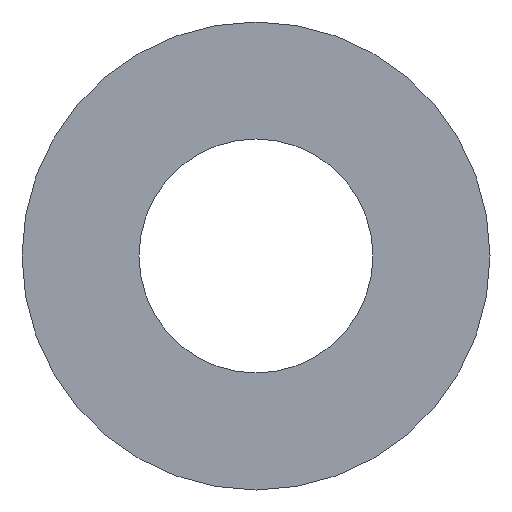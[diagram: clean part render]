
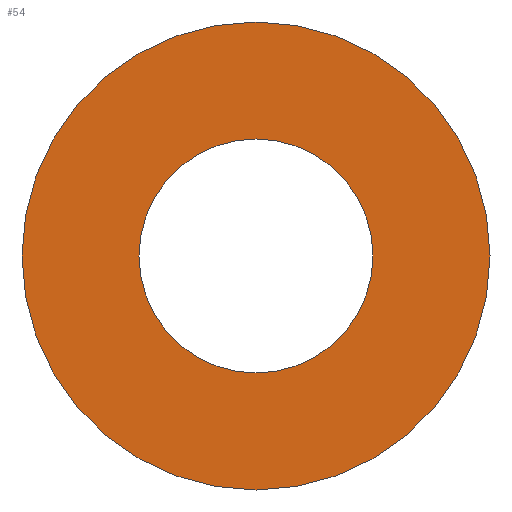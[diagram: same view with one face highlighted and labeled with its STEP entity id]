
A CAD part, front view. The second image highlights one B-rep face of the part: STEP entity #54.
In plain terms, the highlighted planar face has unit normal (0, -1, 0).
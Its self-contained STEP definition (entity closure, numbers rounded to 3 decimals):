
#13 = VERTEX_POINT ( 'NONE', #223 ) ;
#14 = AXIS2_PLACEMENT_3D ( 'NONE', #73, #266, #213 ) ;
#15 = CARTESIAN_POINT ( 'NONE',  ( 0., 0., -3. ) ) ;
#16 = DIRECTION ( 'NONE',  ( 0., 0., 1. ) ) ;
#21 = CIRCLE ( 'NONE', #193, 3. ) ;
#23 = EDGE_CURVE ( 'NONE', #126, #271, #21, .T. ) ;
#48 = DIRECTION ( 'NONE',  ( 0., 1., 0. ) ) ;
#53 = AXIS2_PLACEMENT_3D ( 'NONE', #164, #48, #263 ) ;
#54 = ADVANCED_FACE ( 'NONE', ( #127, #106 ), #74, .F. ) ;
#65 = EDGE_CURVE ( 'NONE', #271, #126, #269, .T. ) ;
#70 = EDGE_CURVE ( 'NONE', #13, #97, #172, .T. ) ;
#71 = CARTESIAN_POINT ( 'NONE',  ( 0., 0., -1.5 ) ) ;
#73 = CARTESIAN_POINT ( 'NONE',  ( 0., 0., 0. ) ) ;
#74 = PLANE ( 'NONE',  #94 ) ;
#83 = ORIENTED_EDGE ( 'NONE', *, *, #208, .T. ) ;
#94 = AXIS2_PLACEMENT_3D ( 'NONE', #166, #114, #162 ) ;
#97 = VERTEX_POINT ( 'NONE', #71 ) ;
#102 = DIRECTION ( 'NONE',  ( 0., 1., 0. ) ) ;
#106 = FACE_BOUND ( 'NONE', #124, .T. ) ;
#109 = AXIS2_PLACEMENT_3D ( 'NONE', #221, #102, #168 ) ;
#114 = DIRECTION ( 'NONE',  ( 0., 1., 0. ) ) ;
#124 = EDGE_LOOP ( 'NONE', ( #83, #270 ) ) ;
#126 = VERTEX_POINT ( 'NONE', #141 ) ;
#127 = FACE_OUTER_BOUND ( 'NONE', #292, .T. ) ;
#141 = CARTESIAN_POINT ( 'NONE',  ( 0., 0., 3. ) ) ;
#162 = DIRECTION ( 'NONE',  ( 0., 0., 1. ) ) ;
#164 = CARTESIAN_POINT ( 'NONE',  ( 0., 0., 0. ) ) ;
#166 = CARTESIAN_POINT ( 'NONE',  ( 0., 0., 0. ) ) ;
#168 = DIRECTION ( 'NONE',  ( 0., 0., 1. ) ) ;
#172 = CIRCLE ( 'NONE', #53, 1.5 ) ;
#174 = ORIENTED_EDGE ( 'NONE', *, *, #23, .F. ) ;
#183 = CIRCLE ( 'NONE', #109, 1.5 ) ;
#193 = AXIS2_PLACEMENT_3D ( 'NONE', #277, #252, #16 ) ;
#208 = EDGE_CURVE ( 'NONE', #97, #13, #183, .T. ) ;
#213 = DIRECTION ( 'NONE',  ( 0., 0., 1. ) ) ;
#221 = CARTESIAN_POINT ( 'NONE',  ( 0., 0., 0. ) ) ;
#223 = CARTESIAN_POINT ( 'NONE',  ( 0., 0., 1.5 ) ) ;
#252 = DIRECTION ( 'NONE',  ( 0., 1., 0. ) ) ;
#263 = DIRECTION ( 'NONE',  ( 0., 0., 1. ) ) ;
#266 = DIRECTION ( 'NONE',  ( 0., 1., 0. ) ) ;
#269 = CIRCLE ( 'NONE', #14, 3. ) ;
#270 = ORIENTED_EDGE ( 'NONE', *, *, #70, .T. ) ;
#271 = VERTEX_POINT ( 'NONE', #15 ) ;
#277 = CARTESIAN_POINT ( 'NONE',  ( 0., 0., 0. ) ) ;
#286 = ORIENTED_EDGE ( 'NONE', *, *, #65, .F. ) ;
#292 = EDGE_LOOP ( 'NONE', ( #286, #174 ) ) ;
